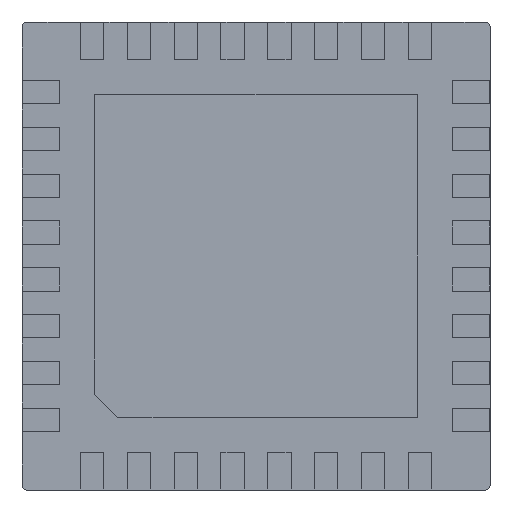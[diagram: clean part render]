
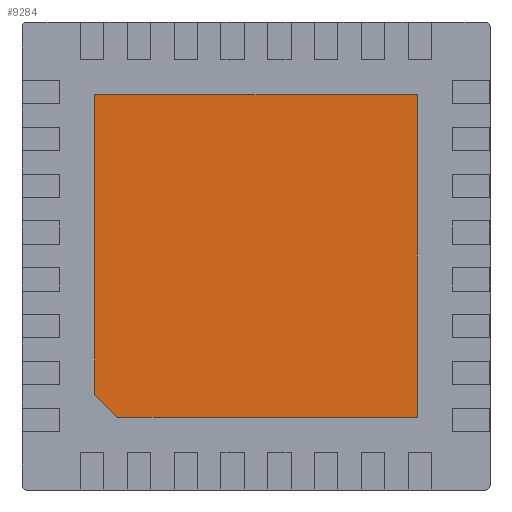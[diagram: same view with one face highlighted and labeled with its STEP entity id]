
A CAD part, front view. The second image highlights one B-rep face of the part: STEP entity #9284.
In plain terms, the highlighted planar face has unit normal (0, -1, 0).
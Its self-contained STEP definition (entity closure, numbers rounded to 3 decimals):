
#955=PLANE('',#9720);
#1942=LINE('',#16353,#2953);
#1946=LINE('',#16361,#2957);
#1949=LINE('',#16367,#2960);
#1952=LINE('',#16373,#2963);
#1955=LINE('',#16378,#2966);
#2953=VECTOR('',#11490,10.);
#2957=VECTOR('',#11496,10.);
#2960=VECTOR('',#11501,10.);
#2963=VECTOR('',#11506,10.);
#2966=VECTOR('',#11511,10.);
#3464=FACE_OUTER_BOUND('',#3973,.T.);
#3973=EDGE_LOOP('',(#8770,#8771,#8772,#8773,#8774));
#4850=VERTEX_POINT('',#16351);
#4851=VERTEX_POINT('',#16352);
#4854=VERTEX_POINT('',#16360);
#4856=VERTEX_POINT('',#16366);
#4858=VERTEX_POINT('',#16372);
#6152=EDGE_CURVE('',#4850,#4851,#1942,.T.);
#6156=EDGE_CURVE('',#4854,#4850,#1946,.T.);
#6159=EDGE_CURVE('',#4856,#4854,#1949,.T.);
#6162=EDGE_CURVE('',#4858,#4856,#1952,.T.);
#6165=EDGE_CURVE('',#4851,#4858,#1955,.T.);
#8770=ORIENTED_EDGE('',*,*,#6165,.F.);
#8771=ORIENTED_EDGE('',*,*,#6152,.F.);
#8772=ORIENTED_EDGE('',*,*,#6156,.F.);
#8773=ORIENTED_EDGE('',*,*,#6159,.F.);
#8774=ORIENTED_EDGE('',*,*,#6162,.F.);
#9284=ADVANCED_FACE('',(#3464),#955,.F.);
#9720=AXIS2_PLACEMENT_3D('',#16381,#11515,#11516);
#11490=DIRECTION('',(0.,0.,1.));
#11496=DIRECTION('',(-0.707,0.,0.707));
#11501=DIRECTION('',(-1.,0.,0.));
#11506=DIRECTION('',(0.,0.,-1.));
#11511=DIRECTION('',(1.,0.,0.));
#11515=DIRECTION('center_axis',(0.,1.,0.));
#11516=DIRECTION('ref_axis',(0.,0.,1.));
#16351=CARTESIAN_POINT('',(-1.725,0.,-1.475));
#16352=CARTESIAN_POINT('',(-1.725,0.,1.725));
#16353=CARTESIAN_POINT('',(-1.725,0.,-1.475));
#16360=CARTESIAN_POINT('',(-1.475,0.,-1.725));
#16361=CARTESIAN_POINT('',(-1.475,0.,-1.725));
#16366=CARTESIAN_POINT('',(1.725,0.,-1.725));
#16367=CARTESIAN_POINT('',(1.725,0.,-1.725));
#16372=CARTESIAN_POINT('',(1.725,0.,1.725));
#16373=CARTESIAN_POINT('',(1.725,0.,1.725));
#16378=CARTESIAN_POINT('',(-1.725,0.,1.725));
#16381=CARTESIAN_POINT('Origin',(0.019,0.,0.019));
